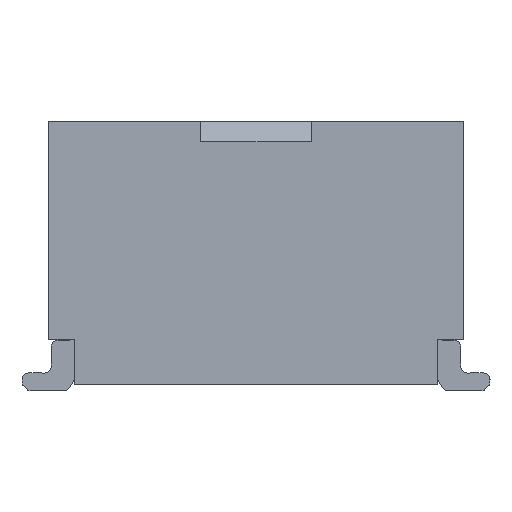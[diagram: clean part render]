
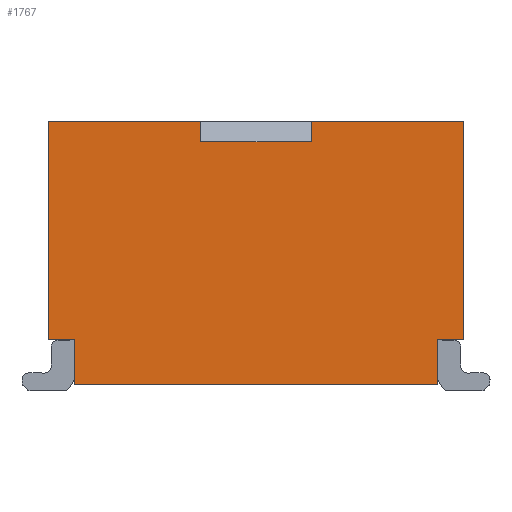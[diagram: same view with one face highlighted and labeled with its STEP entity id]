
A CAD part, left-side view. The second image highlights one B-rep face of the part: STEP entity #1767.
In plain terms, the highlighted planar face has unit normal (-1, 0, 0).
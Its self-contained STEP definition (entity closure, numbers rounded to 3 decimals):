
#1664=CARTESIAN_POINT('',(-5.3,-0.375,0.));
#1665=DIRECTION('',(0.,0.,-1.));
#1666=DIRECTION('',(-1.,-0.,-0.));
#1667=AXIS2_PLACEMENT_3D('',#1664,#1666,#1665);
#1668=PLANE('',#1667);
#1669=CARTESIAN_POINT('',(-5.3,-1.31,-0.629));
#1670=VERTEX_POINT('',#1669);
#1671=CARTESIAN_POINT('',(-5.3,-1.5,-0.63));
#1672=VERTEX_POINT('',#1671);
#1673=CARTESIAN_POINT('',(-5.3,-1.31,-0.629));
#1674=DIRECTION('',(0.,-1.,-0.005));
#1675=VECTOR('',#1674,0.19);
#1676=LINE('',#1673,#1675);
#1677=EDGE_CURVE('',#1670,#1672,#1676,.T.);
#1678=ORIENTED_EDGE('',*,*,#1677,.T.);
#1679=CARTESIAN_POINT('',(-5.3,-1.5,0.95));
#1680=VERTEX_POINT('',#1679);
#1681=CARTESIAN_POINT('',(-5.3,-1.5,-0.63));
#1682=DIRECTION('',(0.,0.,1.));
#1683=VECTOR('',#1682,1.58);
#1684=LINE('',#1681,#1683);
#1685=EDGE_CURVE('',#1672,#1680,#1684,.T.);
#1686=ORIENTED_EDGE('',*,*,#1685,.T.);
#1687=CARTESIAN_POINT('',(-5.3,-0.4,0.95));
#1688=VERTEX_POINT('',#1687);
#1689=CARTESIAN_POINT('',(-5.3,-1.5,0.95));
#1690=DIRECTION('',(0.,1.,0.));
#1691=VECTOR('',#1690,1.1);
#1692=LINE('',#1689,#1691);
#1693=EDGE_CURVE('',#1680,#1688,#1692,.T.);
#1694=ORIENTED_EDGE('',*,*,#1693,.T.);
#1695=CARTESIAN_POINT('',(-5.3,-0.4,0.8));
#1696=VERTEX_POINT('',#1695);
#1697=CARTESIAN_POINT('',(-5.3,-0.4,0.95));
#1698=DIRECTION('',(0.,0.,-1.));
#1699=VECTOR('',#1698,0.15);
#1700=LINE('',#1697,#1699);
#1701=EDGE_CURVE('',#1688,#1696,#1700,.T.);
#1702=ORIENTED_EDGE('',*,*,#1701,.T.);
#1703=CARTESIAN_POINT('',(-5.3,0.4,0.8));
#1704=VERTEX_POINT('',#1703);
#1705=CARTESIAN_POINT('',(-5.3,-0.4,0.8));
#1706=DIRECTION('',(0.,1.,0.));
#1707=VECTOR('',#1706,0.8);
#1708=LINE('',#1705,#1707);
#1709=EDGE_CURVE('',#1696,#1704,#1708,.T.);
#1710=ORIENTED_EDGE('',*,*,#1709,.T.);
#1711=CARTESIAN_POINT('',(-5.3,0.4,0.95));
#1712=VERTEX_POINT('',#1711);
#1713=CARTESIAN_POINT('',(-5.3,0.4,0.8));
#1714=DIRECTION('',(0.,0.,1.));
#1715=VECTOR('',#1714,0.15);
#1716=LINE('',#1713,#1715);
#1717=EDGE_CURVE('',#1704,#1712,#1716,.T.);
#1718=ORIENTED_EDGE('',*,*,#1717,.T.);
#1719=CARTESIAN_POINT('',(-5.3,1.5,0.95));
#1720=VERTEX_POINT('',#1719);
#1721=CARTESIAN_POINT('',(-5.3,0.4,0.95));
#1722=DIRECTION('',(0.,1.,0.));
#1723=VECTOR('',#1722,1.1);
#1724=LINE('',#1721,#1723);
#1725=EDGE_CURVE('',#1712,#1720,#1724,.T.);
#1726=ORIENTED_EDGE('',*,*,#1725,.T.);
#1727=CARTESIAN_POINT('',(-5.3,1.5,-0.63));
#1728=VERTEX_POINT('',#1727);
#1729=CARTESIAN_POINT('',(-5.3,1.5,0.95));
#1730=DIRECTION('',(0.,0.,-1.));
#1731=VECTOR('',#1730,1.58);
#1732=LINE('',#1729,#1731);
#1733=EDGE_CURVE('',#1720,#1728,#1732,.T.);
#1734=ORIENTED_EDGE('',*,*,#1733,.T.);
#1735=CARTESIAN_POINT('',(-5.3,1.31,-0.629));
#1736=VERTEX_POINT('',#1735);
#1737=CARTESIAN_POINT('',(-5.3,1.5,-0.63));
#1738=DIRECTION('',(0.,-1.,0.005));
#1739=VECTOR('',#1738,0.19);
#1740=LINE('',#1737,#1739);
#1741=EDGE_CURVE('',#1728,#1736,#1740,.T.);
#1742=ORIENTED_EDGE('',*,*,#1741,.T.);
#1743=CARTESIAN_POINT('',(-5.3,1.31,-0.95));
#1744=VERTEX_POINT('',#1743);
#1745=CARTESIAN_POINT('',(-5.3,1.31,-0.629));
#1746=DIRECTION('',(0.,0.,-1.));
#1747=VECTOR('',#1746,0.321);
#1748=LINE('',#1745,#1747);
#1749=EDGE_CURVE('',#1736,#1744,#1748,.T.);
#1750=ORIENTED_EDGE('',*,*,#1749,.T.);
#1751=CARTESIAN_POINT('',(-5.3,-1.31,-0.95));
#1752=VERTEX_POINT('',#1751);
#1753=CARTESIAN_POINT('',(-5.3,1.31,-0.95));
#1754=DIRECTION('',(0.,-1.,0.));
#1755=VECTOR('',#1754,2.62);
#1756=LINE('',#1753,#1755);
#1757=EDGE_CURVE('',#1744,#1752,#1756,.T.);
#1758=ORIENTED_EDGE('',*,*,#1757,.T.);
#1759=CARTESIAN_POINT('',(-5.3,-1.31,-0.95));
#1760=DIRECTION('',(0.,0.,1.));
#1761=VECTOR('',#1760,0.321);
#1762=LINE('',#1759,#1761);
#1763=EDGE_CURVE('',#1752,#1670,#1762,.T.);
#1764=ORIENTED_EDGE('',*,*,#1763,.T.);
#1765=EDGE_LOOP('',(#1678,#1686,#1694,#1702,#1710,#1718,#1726,#1734,#1742,#1750,#1758,#1764));
#1766=FACE_OUTER_BOUND('',#1765,.T.);
#1767=ADVANCED_FACE('',(#1766),#1668,.T.);
